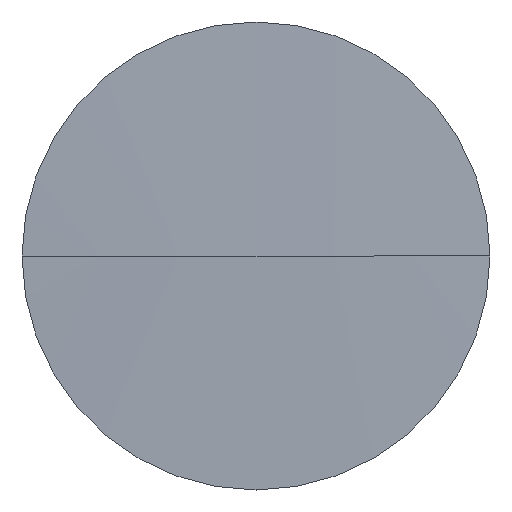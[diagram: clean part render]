
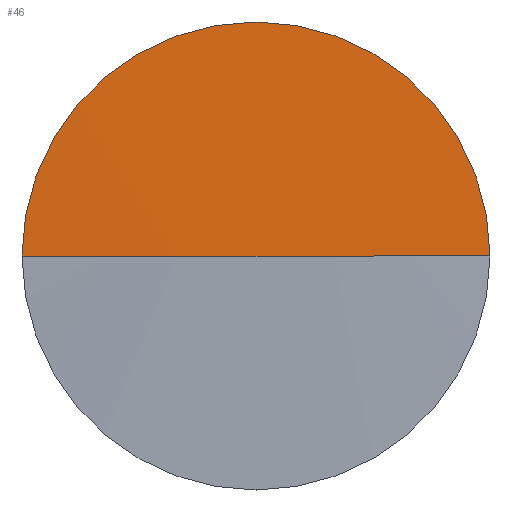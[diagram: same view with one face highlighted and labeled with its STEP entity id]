
A CAD part, left-side view. The second image highlights one B-rep face of the part: STEP entity #46.
In plain terms, the highlighted spherical face has radius 689.5 mm.
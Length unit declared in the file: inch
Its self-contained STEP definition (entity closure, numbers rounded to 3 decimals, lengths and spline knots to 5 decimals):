
#6 = FACE_OUTER_BOUND ( 'NONE', #47, .T. ) ;
#29 = EDGE_CURVE ( 'NONE', #30, #31, #137, .T. ) ;
#30 = VERTEX_POINT ( 'NONE', #133 ) ;
#31 = VERTEX_POINT ( 'NONE', #132 ) ;
#32 = ORIENTED_EDGE ( 'NONE', *, *, #33, .T. ) ;
#33 = EDGE_CURVE ( 'NONE', #30, #34, #131, .T. ) ;
#34 = VERTEX_POINT ( 'NONE', #126 ) ;
#35 = ORIENTED_EDGE ( 'NONE', *, *, #36, .F. ) ;
#36 = EDGE_CURVE ( 'NONE', #31, #34, #124, .T. ) ;
#44 = ORIENTED_EDGE ( 'NONE', *, *, #29, .F. ) ;
#46 = ADVANCED_FACE ( 'NONE', ( #6 ), #191, .T. ) ;
#47 = EDGE_LOOP ( 'NONE', ( #44, #32, #35 ) ) ;
#85 = CARTESIAN_POINT ( 'NONE',  ( 27.1912, 0.02144, 0.03367 ) ) ;
#120 = DIRECTION ( 'NONE',  ( 0., 1., 0. ) ) ;
#121 = DIRECTION ( 'NONE',  ( 1., 0., 0. ) ) ;
#122 = CARTESIAN_POINT ( 'NONE',  ( 0.06395, 0.02144, 0.03367 ) ) ;
#123 = AXIS2_PLACEMENT_3D ( 'NONE', #122, #121, #120 ) ;
#124 = CIRCLE ( 'NONE', #123, 1. ) ;
#126 = CARTESIAN_POINT ( 'NONE',  ( 0.06395, -0.97856, 0.03367 ) ) ;
#127 = DIRECTION ( 'NONE',  ( 0., -1., 0. ) ) ;
#128 = DIRECTION ( 'NONE',  ( 0., 0., 1. ) ) ;
#129 = CARTESIAN_POINT ( 'NONE',  ( 27.1912, 0.02144, 0.03367 ) ) ;
#130 = AXIS2_PLACEMENT_3D ( 'NONE', #129, #128, #127 ) ;
#131 = CIRCLE ( 'NONE', #130, 27.14567 ) ;
#132 = CARTESIAN_POINT ( 'NONE',  ( 0.06395, 1.02144, 0.03367 ) ) ;
#133 = CARTESIAN_POINT ( 'NONE',  ( 0.04553, 0.02144, 0.03367 ) ) ;
#134 = DIRECTION ( 'NONE',  ( -1., 0., 0. ) ) ;
#135 = DIRECTION ( 'NONE',  ( 0., 0., -1. ) ) ;
#136 = AXIS2_PLACEMENT_3D ( 'NONE', #85, #135, #134 ) ;
#137 = CIRCLE ( 'NONE', #136, 27.14567 ) ;
#188 = DIRECTION ( 'NONE',  ( 0., 1., 0. ) ) ;
#189 = DIRECTION ( 'NONE',  ( 0., 0., 1. ) ) ;
#190 = AXIS2_PLACEMENT_3D ( 'NONE', #192, #189, #188 ) ;
#191 = SPHERICAL_SURFACE ( 'NONE', #190, 27.14567 ) ;
#192 = CARTESIAN_POINT ( 'NONE',  ( 27.1912, 0.02144, 0.03367 ) ) ;
